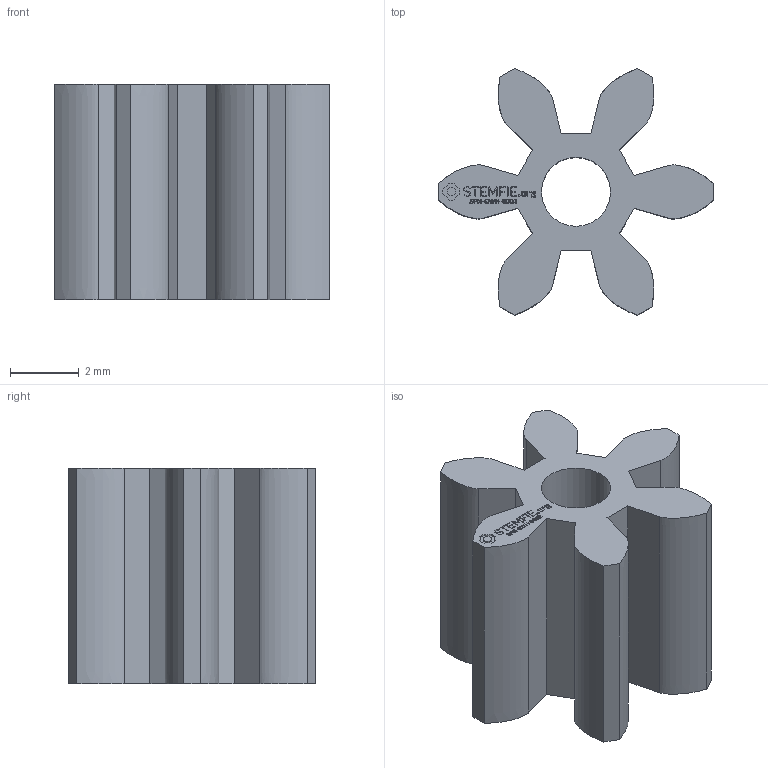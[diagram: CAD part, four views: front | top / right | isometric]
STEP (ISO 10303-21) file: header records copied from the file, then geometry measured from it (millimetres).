
FILE_DESCRIPTION(('FreeCAD Model'),'2;1');
FILE_NAME('Open CASCADE Shape Model','2024-03-09T16:14:06',(''),(''), 'Open CASCADE STEP processor 7.6','FreeCAD','Unknown');
FILE_SCHEMA(('AUTOMOTIVE_DESIGN { 1 0 10303 214 1 1 1 1 }'));
Length unit declared in the file: millimetre
Products named in the file (1): Gear Wheel PLN TTH06 BU00.50 SFT2.0mm - SPN-GWH-0002 (stemfie.org)
Bounding box: 7.99 x 7.15 x 6.25 mm (x, y, z)
Volume: 144.1 mm3; surface area: 323.4 mm2
Topology: 1 solids, 1 shells, 500 faces, 1401 edges, 934 vertices
Faces by surface type: plane 311, extrusion 188, cylinder 1
Full cylindrical faces by diameter (mm): 2 x1
Entity records: 35725 total; most frequent: CARTESIAN_POINT 8558, DIRECTION 4267, VECTOR 3635, LINE 3447, ORIENTED_EDGE 2802, PCURVE 2802, DEFINITIONAL_REPRESENTATION 2802, EDGE_CURVE 1401
